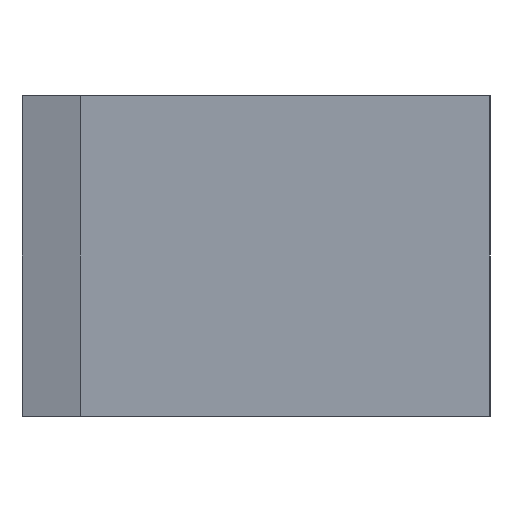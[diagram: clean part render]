
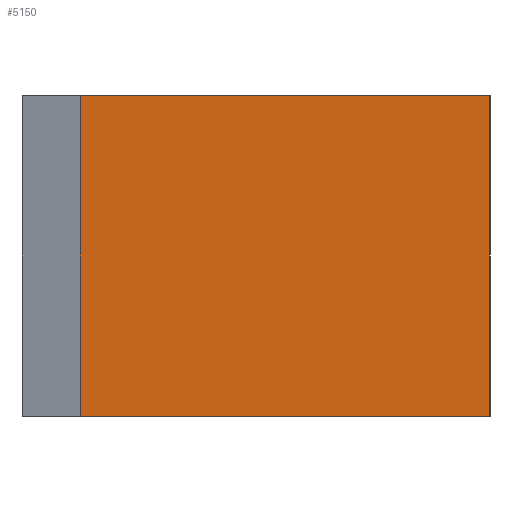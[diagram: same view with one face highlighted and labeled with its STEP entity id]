
A CAD part, left-side view. The second image highlights one B-rep face of the part: STEP entity #5150.
In plain terms, the highlighted planar face has unit normal (-0.994, 0.112, 0).
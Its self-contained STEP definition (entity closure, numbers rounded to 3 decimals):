
#514=FACE_OUTER_BOUND('',#768,.T.);
#768=EDGE_LOOP('',(#4721,#4722,#4723,#4724));
#1268=LINE('',#8385,#1860);
#1271=LINE('',#8390,#1863);
#1358=LINE('',#8523,#1950);
#1360=LINE('',#8526,#1952);
#1860=VECTOR('',#6828,10.);
#1863=VECTOR('',#6833,10.);
#1950=VECTOR('',#7006,10.);
#1952=VECTOR('',#7010,10.);
#2451=VERTEX_POINT('',#8383);
#2452=VERTEX_POINT('',#8384);
#2453=VERTEX_POINT('',#8389);
#2456=VERTEX_POINT('',#8522);
#3120=EDGE_CURVE('',#2451,#2452,#1268,.T.);
#3123=EDGE_CURVE('',#2453,#2451,#1271,.T.);
#3210=EDGE_CURVE('',#2452,#2456,#1358,.T.);
#3212=EDGE_CURVE('',#2456,#2453,#1360,.T.);
#4721=ORIENTED_EDGE('',*,*,#3210,.T.);
#4722=ORIENTED_EDGE('',*,*,#3212,.T.);
#4723=ORIENTED_EDGE('',*,*,#3123,.T.);
#4724=ORIENTED_EDGE('',*,*,#3120,.T.);
#4896=PLANE('',#5582);
#5150=ADVANCED_FACE('',(#514),#4896,.T.);
#5582=AXIS2_PLACEMENT_3D('',#8527,#7011,#7012);
#6828=DIRECTION('',(0.,0.,1.));
#6833=DIRECTION('',(-0.111,-0.994,0.));
#7006=DIRECTION('',(0.111,0.994,0.));
#7010=DIRECTION('',(0.,0.,-1.));
#7011=DIRECTION('center_axis',(-0.994,0.111,0.));
#7012=DIRECTION('ref_axis',(0.,0.,1.));
#8383=CARTESIAN_POINT('',(19.722,-3.65,-2.5));
#8384=CARTESIAN_POINT('',(19.722,-3.65,2.5));
#8385=CARTESIAN_POINT('',(19.722,-3.65,1.25));
#8389=CARTESIAN_POINT('',(20.439,2.742,-2.5));
#8390=CARTESIAN_POINT('',(20.456,2.891,-2.5));
#8522=CARTESIAN_POINT('',(20.439,2.742,2.5));
#8523=CARTESIAN_POINT('',(20.86,6.496,2.5));
#8526=CARTESIAN_POINT('',(20.439,2.742,-1.25));
#8527=CARTESIAN_POINT('Origin',(19.882,-2.23,0.));
